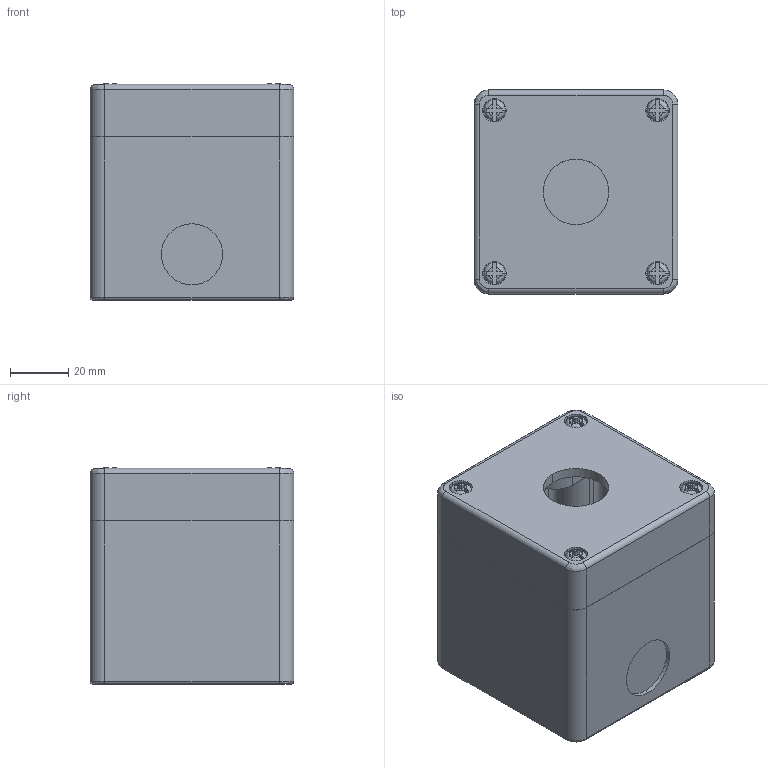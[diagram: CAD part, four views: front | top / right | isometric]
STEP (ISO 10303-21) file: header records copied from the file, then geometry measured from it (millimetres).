
FILE_DESCRIPTION (( 'STEP AP214' ), '1' );
FILE_NAME ('SA103SL.step', '2019-02-26T14:41:00', ( '' ), ( '' ), 'SwSTEP 2.0', 'SolidWorks 2018', '' );
FILE_SCHEMA (( 'AUTOMOTIVE_DESIGN' ));
Length unit declared in the file: inch
Products named in the file (1): SA103SL
Bounding box: 70 x 70 x 74.21 mm (x, y, z)
Volume: 116363.2 mm3; surface area: 61354.1 mm2
Topology: 6 solids, 6 shells, 449 faces, 1100 edges, 684 vertices
Faces by surface type: cylinder 178, plane 121, cone 120, bspline 30
Entity records: 20386 total; most frequent: CARTESIAN_POINT 3698, DIRECTION 2386, ORIENTED_EDGE 2200, EDGE_CURVE 1100, AXIS2_PLACEMENT_3D 944, VERTEX_POINT 684, CIRCLE 524, VECTOR 498
